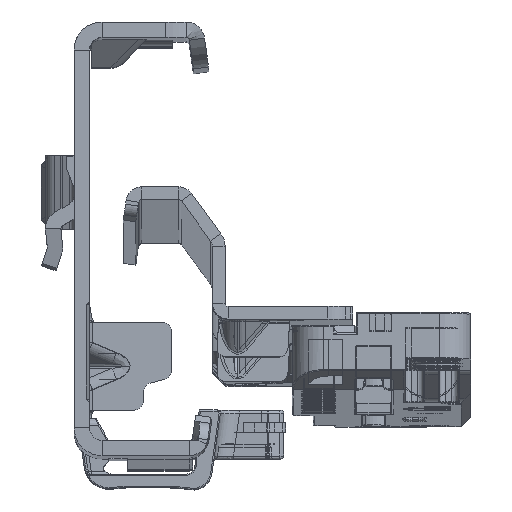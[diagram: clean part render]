
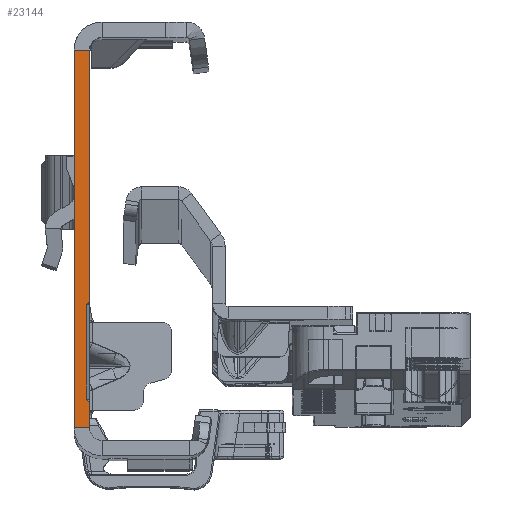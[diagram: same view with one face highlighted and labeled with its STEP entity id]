
A CAD part, top view. The second image highlights one B-rep face of the part: STEP entity #23144.
In plain terms, the highlighted planar face has unit normal (0, 0, 1).
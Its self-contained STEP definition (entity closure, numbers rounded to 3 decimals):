
#6116 = VERTEX_POINT ( 'NONE', #43704 ) ;
#6437 = CARTESIAN_POINT ( 'NONE',  ( -2.45, -30., 0. ) ) ;
#7629 = VERTEX_POINT ( 'NONE', #6437 ) ;
#7665 = LINE ( 'NONE', #48528, #67993 ) ;
#9602 = DIRECTION ( 'NONE',  ( 0., -1., 0. ) ) ;
#12264 = ORIENTED_EDGE ( 'NONE', *, *, #96286, .F. ) ;
#12882 = FACE_OUTER_BOUND ( 'NONE', #32812, .T. ) ;
#13283 = VECTOR ( 'NONE', #75337, 1000. ) ;
#14996 = LINE ( 'NONE', #66278, #102000 ) ;
#18038 = EDGE_CURVE ( 'NONE', #49334, #125735, #14996, .T. ) ;
#22178 = DIRECTION ( 'NONE',  ( 0., -1., 0. ) ) ;
#23144 = ADVANCED_FACE ( 'NONE', ( #12882 ), #91401, .T. ) ;
#28043 = ORIENTED_EDGE ( 'NONE', *, *, #46211, .F. ) ;
#28759 = DIRECTION ( 'NONE',  ( -1., 0., 0. ) ) ;
#28940 = CARTESIAN_POINT ( 'NONE',  ( -0.259, -10.182, 0. ) ) ;
#32812 = EDGE_LOOP ( 'NONE', ( #86417, #59031, #12264, #119153, #43079, #114601, #28043, #77615 ) ) ;
#32967 = DIRECTION ( 'NONE',  ( 1., 0., 0. ) ) ;
#34599 = VERTEX_POINT ( 'NONE', #42766 ) ;
#39156 = EDGE_CURVE ( 'NONE', #6116, #125735, #83597, .T. ) ;
#39742 = VERTEX_POINT ( 'NONE', #81207 ) ;
#39980 = DIRECTION ( 'NONE',  ( 0.719, 0.695, 0. ) ) ;
#41877 = EDGE_CURVE ( 'NONE', #64011, #57037, #79378, .T. ) ;
#42345 = CARTESIAN_POINT ( 'NONE',  ( -2.45, -32., 0. ) ) ;
#42766 = CARTESIAN_POINT ( 'NONE',  ( 0., -30., 0. ) ) ;
#43079 = ORIENTED_EDGE ( 'NONE', *, *, #66952, .T. ) ;
#43704 = CARTESIAN_POINT ( 'NONE',  ( -0.536, -10.45, 0. ) ) ;
#45371 = EDGE_CURVE ( 'NONE', #34599, #7629, #96074, .T. ) ;
#46211 = EDGE_CURVE ( 'NONE', #49334, #34599, #87964, .T. ) ;
#47131 = DIRECTION ( 'NONE',  ( 0., -1., 0. ) ) ;
#48528 = CARTESIAN_POINT ( 'NONE',  ( 0., -32., 0. ) ) ;
#48978 = AXIS2_PLACEMENT_3D ( 'NONE', #110933, #121947, #32967 ) ;
#49334 = VERTEX_POINT ( 'NONE', #55002 ) ;
#49471 = EDGE_CURVE ( 'NONE', #6116, #39742, #117931, .T. ) ;
#52096 = LINE ( 'NONE', #42345, #124561 ) ;
#53243 = VECTOR ( 'NONE', #39980, 1000. ) ;
#55002 = CARTESIAN_POINT ( 'NONE',  ( 0., -25.968, 0. ) ) ;
#57037 = VERTEX_POINT ( 'NONE', #59859 ) ;
#58149 = CARTESIAN_POINT ( 'NONE',  ( 0., 30., 0. ) ) ;
#59031 = ORIENTED_EDGE ( 'NONE', *, *, #49471, .T. ) ;
#59859 = CARTESIAN_POINT ( 'NONE',  ( -2.45, 30., 0. ) ) ;
#64011 = VERTEX_POINT ( 'NONE', #58149 ) ;
#66278 = CARTESIAN_POINT ( 'NONE',  ( 0.082, -26.047, 0. ) ) ;
#66952 = EDGE_CURVE ( 'NONE', #57037, #7629, #52096, .T. ) ;
#67993 = VECTOR ( 'NONE', #9602, 1000. ) ;
#69035 = CARTESIAN_POINT ( 'NONE',  ( 0., 30., 0. ) ) ;
#73622 = VECTOR ( 'NONE', #47131, 1000. ) ;
#73892 = CARTESIAN_POINT ( 'NONE',  ( -0.536, -9.85, 0. ) ) ;
#75337 = DIRECTION ( 'NONE',  ( -1., 0., 0. ) ) ;
#77615 = ORIENTED_EDGE ( 'NONE', *, *, #18038, .T. ) ;
#79378 = LINE ( 'NONE', #69035, #85493 ) ;
#81207 = CARTESIAN_POINT ( 'NONE',  ( 0., -9.932, 0. ) ) ;
#83597 = LINE ( 'NONE', #73892, #111386 ) ;
#85493 = VECTOR ( 'NONE', #28759, 1000. ) ;
#85523 = DIRECTION ( 'NONE',  ( 0., -1., 0. ) ) ;
#86417 = ORIENTED_EDGE ( 'NONE', *, *, #39156, .F. ) ;
#87964 = LINE ( 'NONE', #125694, #73622 ) ;
#91401 = PLANE ( 'NONE',  #48978 ) ;
#96074 = LINE ( 'NONE', #96709, #13283 ) ;
#96286 = EDGE_CURVE ( 'NONE', #64011, #39742, #7665, .T. ) ;
#96709 = CARTESIAN_POINT ( 'NONE',  ( 0., -30., 0. ) ) ;
#102000 = VECTOR ( 'NONE', #114356, 1000. ) ;
#110933 = CARTESIAN_POINT ( 'NONE',  ( -2.45, -32., 0. ) ) ;
#111386 = VECTOR ( 'NONE', #85523, 1000. ) ;
#114356 = DIRECTION ( 'NONE',  ( -0.719, 0.695, 0. ) ) ;
#114601 = ORIENTED_EDGE ( 'NONE', *, *, #45371, .F. ) ;
#117931 = LINE ( 'NONE', #28940, #53243 ) ;
#119153 = ORIENTED_EDGE ( 'NONE', *, *, #41877, .T. ) ;
#121947 = DIRECTION ( 'NONE',  ( 0., 0., 1. ) ) ;
#122169 = CARTESIAN_POINT ( 'NONE',  ( -0.536, -25.45, 0. ) ) ;
#124561 = VECTOR ( 'NONE', #22178, 1000. ) ;
#125694 = CARTESIAN_POINT ( 'NONE',  ( 0., -32., 0. ) ) ;
#125735 = VERTEX_POINT ( 'NONE', #122169 ) ;
